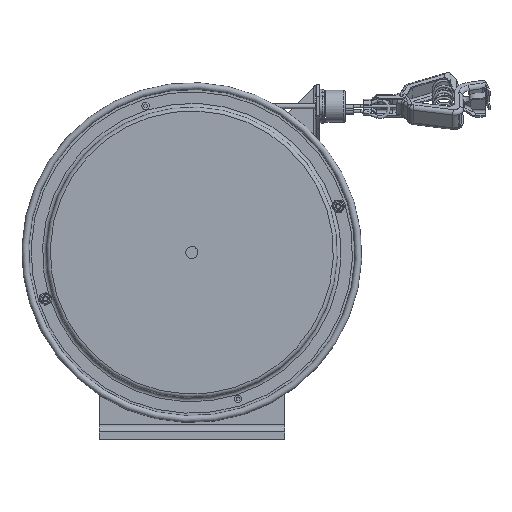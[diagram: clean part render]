
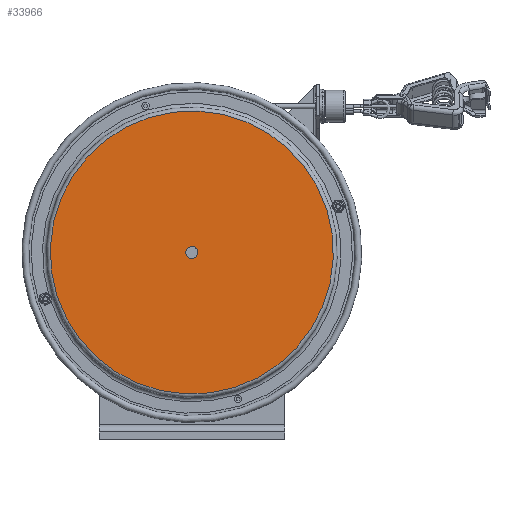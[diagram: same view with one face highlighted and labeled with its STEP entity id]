
A CAD part, top view. The second image highlights one B-rep face of the part: STEP entity #33966.
In plain terms, the highlighted planar face has unit normal (0, 0, 1).
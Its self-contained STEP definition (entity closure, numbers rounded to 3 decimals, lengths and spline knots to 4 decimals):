
#2148=FACE_BOUND('',#6023,.T.);
#2834=CIRCLE('',#36373,0.195);
#2836=CIRCLE('',#36376,4.58);
#2837=CIRCLE('',#36377,4.58);
#4338=FACE_OUTER_BOUND('',#6022,.T.);
#6022=EDGE_LOOP('',(#24210,#24211));
#6023=EDGE_LOOP('',(#24212));
#13750=VERTEX_POINT('',#50509);
#13752=VERTEX_POINT('',#50515);
#13753=VERTEX_POINT('',#50516);
#17959=EDGE_CURVE('',#13750,#13750,#2834,.T.);
#17962=EDGE_CURVE('',#13752,#13753,#2836,.T.);
#17963=EDGE_CURVE('',#13753,#13752,#2837,.T.);
#24210=ORIENTED_EDGE('',*,*,#17962,.T.);
#24211=ORIENTED_EDGE('',*,*,#17963,.T.);
#24212=ORIENTED_EDGE('',*,*,#17959,.T.);
#31474=PLANE('',#36379);
#33966=ADVANCED_FACE('',(#4338,#2148),#31474,.T.);
#36373=AXIS2_PLACEMENT_3D('',#50510,#40539,#40540);
#36376=AXIS2_PLACEMENT_3D('',#50517,#40546,#40547);
#36377=AXIS2_PLACEMENT_3D('',#50518,#40548,#40549);
#36379=AXIS2_PLACEMENT_3D('',#50520,#40552,#40553);
#40539=DIRECTION('center_axis',(0.,0.,
-1.));
#40540=DIRECTION('ref_axis',(-0.301,0.954,0.));
#40546=DIRECTION('center_axis',(0.,0.,
1.));
#40547=DIRECTION('ref_axis',(0.301,-0.954,0.));
#40548=DIRECTION('center_axis',(0.,0.,
1.));
#40549=DIRECTION('ref_axis',(0.301,-0.954,0.));
#40552=DIRECTION('center_axis',(0.,0.,
1.));
#40553=DIRECTION('ref_axis',(-0.954,-0.301,0.));
#50509=CARTESIAN_POINT('',(0.0587,-0.186,3.1499));
#50510=CARTESIAN_POINT('Origin',(0.,0.,
3.1499));
#50515=CARTESIAN_POINT('',(1.3788,-4.3675,3.1499));
#50516=CARTESIAN_POINT('',(4.3675,1.3788,3.1499));
#50517=CARTESIAN_POINT('Origin',(0.,0.,
3.1499));
#50518=CARTESIAN_POINT('Origin',(0.,0.,
3.1499));
#50520=CARTESIAN_POINT('Origin',(0.6894,-2.1838,3.1499));
